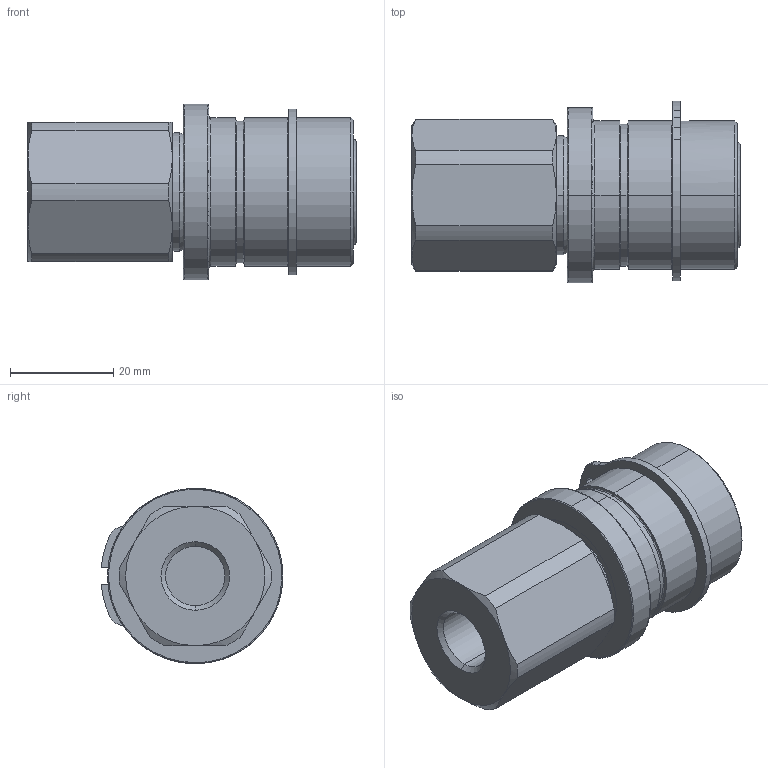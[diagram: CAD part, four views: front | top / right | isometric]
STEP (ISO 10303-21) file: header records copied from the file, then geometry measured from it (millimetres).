
FILE_DESCRIPTION (( 'STEP AP214' ), '1' );
FILE_NAME ('FEMP-251-4FB.STEP', '2014-06-09T14:18:01', ( 'admin' ), ( 'Microsoft' ), 'SwSTEP 2.0', 'SolidWorks 2009', '' );
FILE_SCHEMA (( 'AUTOMOTIVE_DESIGN' ));
Length unit declared in the file: millimetre
Products named in the file (1): FEMP-251-4FB
Bounding box: 63.6 x 35.25 x 34 mm (x, y, z)
Volume: 39774.1 mm3; surface area: 9225.3 mm2
Topology: 1 solids, 1 shells, 124 faces, 289 edges, 182 vertices
Faces by surface type: cylinder 47, plane 30, cone 26, bspline 21
Entity records: 5081 total; most frequent: CARTESIAN_POINT 2281, DIRECTION 594, ORIENTED_EDGE 578, EDGE_CURVE 289, AXIS2_PLACEMENT_3D 256, VERTEX_POINT 182, CIRCLE 152, EDGE_LOOP 143
